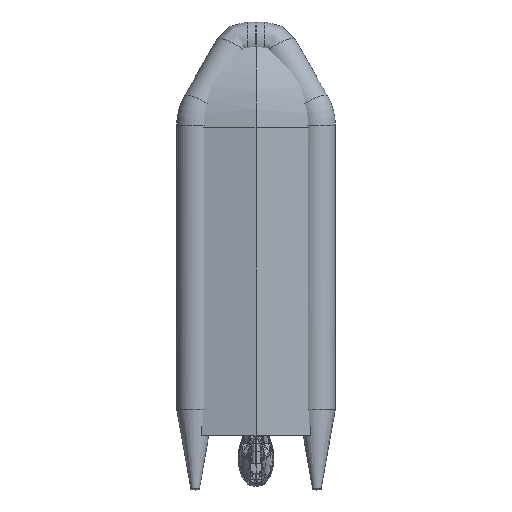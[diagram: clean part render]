
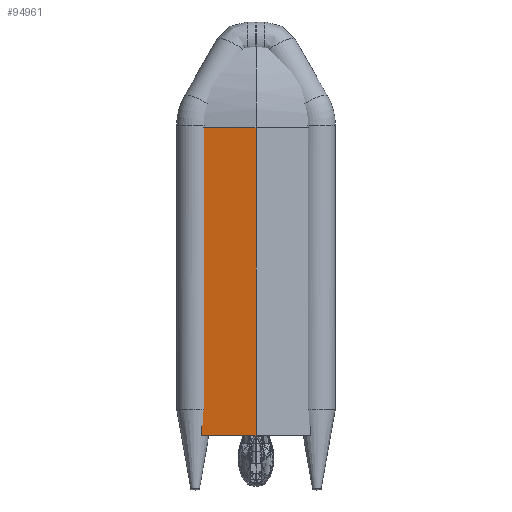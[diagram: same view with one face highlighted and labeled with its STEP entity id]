
A CAD part, front view. The second image highlights one B-rep face of the part: STEP entity #94961.
In plain terms, the highlighted planar face has unit normal (0.172, 0.985, 0).
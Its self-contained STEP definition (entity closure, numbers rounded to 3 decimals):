
#94901 = VERTEX_POINT('',#94902);
#94902 = CARTESIAN_POINT('',(-735.255,-197.,1819.));
#94941 = VERTEX_POINT('',#94942);
#94942 = CARTESIAN_POINT('',(0.,-325.,1819.));
#94949 = EDGE_CURVE('',#94901,#94941,#94950,.T.);
#94950 = LINE('',#94951,#94952);
#94951 = CARTESIAN_POINT('',(-735.255,-197.,1819.));
#94952 = VECTOR('',#94953,1.);
#94953 = DIRECTION('',(0.985,-0.172,0.));
#94961 = ADVANCED_FACE('',(#94962),#94987,.F.);
#94962 = FACE_BOUND('',#94963,.T.);
#94963 = EDGE_LOOP('',(#94964,#94974,#94980,#94981));
#94964 = ORIENTED_EDGE('',*,*,#94965,.F.);
#94965 = EDGE_CURVE('',#94966,#94968,#94970,.T.);
#94966 = VERTEX_POINT('',#94967);
#94967 = CARTESIAN_POINT('',(-735.255,-197.,-2354.5));
#94968 = VERTEX_POINT('',#94969);
#94969 = CARTESIAN_POINT('',(0.,-325.,-2354.5));
#94970 = LINE('',#94971,#94972);
#94971 = CARTESIAN_POINT('',(-735.255,-197.,-2354.5));
#94972 = VECTOR('',#94973,1.);
#94973 = DIRECTION('',(0.985,-0.172,0.));
#94974 = ORIENTED_EDGE('',*,*,#94975,.T.);
#94975 = EDGE_CURVE('',#94966,#94901,#94976,.T.);
#94976 = LINE('',#94977,#94978);
#94977 = CARTESIAN_POINT('',(-735.255,-197.,-2354.5));
#94978 = VECTOR('',#94979,1.);
#94979 = DIRECTION('',(0.,0.,1.));
#94980 = ORIENTED_EDGE('',*,*,#94949,.T.);
#94981 = ORIENTED_EDGE('',*,*,#94982,.F.);
#94982 = EDGE_CURVE('',#94968,#94941,#94983,.T.);
#94983 = LINE('',#94984,#94985);
#94984 = CARTESIAN_POINT('',(0.,-325.,-2354.5));
#94985 = VECTOR('',#94986,1.);
#94986 = DIRECTION('',(0.,0.,1.));
#94987 = PLANE('',#94988);
#94988 = AXIS2_PLACEMENT_3D('',#94989,#94990,#94991);
#94989 = CARTESIAN_POINT('',(-735.255,-197.,-2354.5));
#94990 = DIRECTION('',(-0.172,-0.985,0.));
#94991 = DIRECTION('',(0.985,-0.172,0.));
